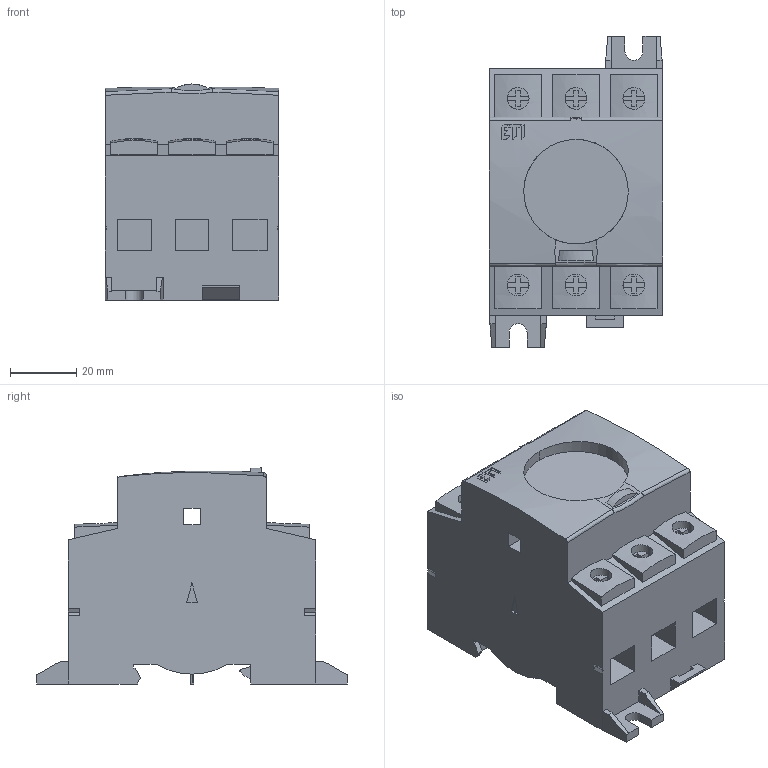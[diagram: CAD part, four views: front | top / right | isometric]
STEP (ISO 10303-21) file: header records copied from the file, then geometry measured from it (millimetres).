
FILE_DESCRIPTION((''),'2;1');
FILE_NAME('CLBS_63_3P','2017-10-25T',('luka.skrinjar'),('Audax d.o.o.'),'CREO PARAMETRIC BY PTC INC, 2016050','CREO PARAMETRIC BY PTC INC, 2016050','');
FILE_SCHEMA(('AUTOMOTIVE_DESIGN { 1 0 10303 214 1 1 1 1 }'));
Length unit declared in the file: millimetre
Products named in the file (1): CLBS_63_3P
Bounding box: 52.5 x 94 x 65.3 mm (x, y, z)
Volume: 203278.9 mm3; surface area: 29885.4 mm2
Topology: 1 solids, 1 shells, 311 faces, 895 edges, 607 vertices
Faces by surface type: plane 245, extrusion 29, cylinder 24, bspline 6, torus 6, cone 1
Entity records: 15049 total; most frequent: CARTESIAN_POINT 3033, ORIENTED_EDGE 1790, DIRECTION 1386, PRESENTATION_STYLE_ASSIGNMENT 1068, STYLED_ITEM 896, CURVE_STYLE 895, EDGE_CURVE 895, VECTOR 684
